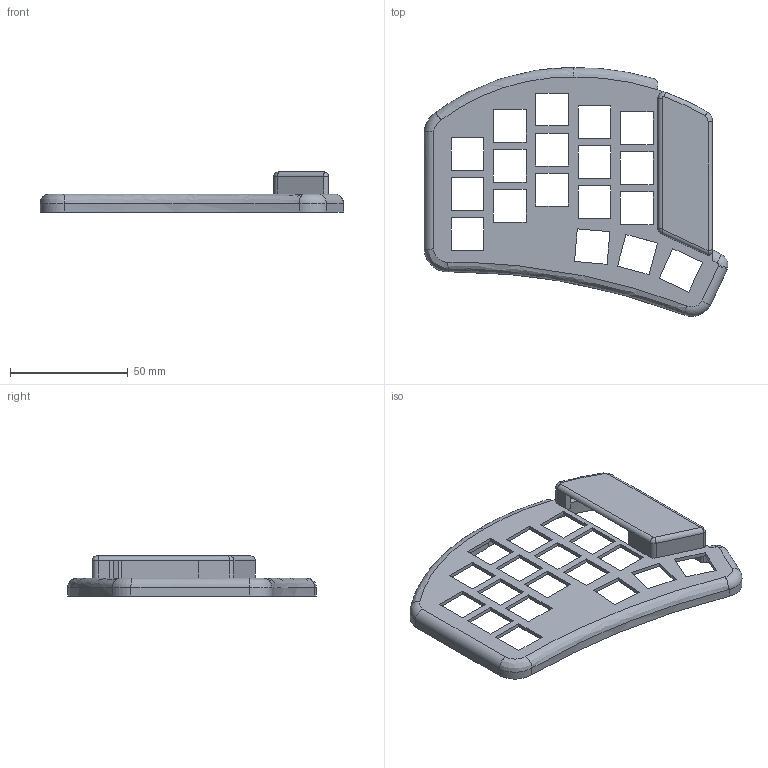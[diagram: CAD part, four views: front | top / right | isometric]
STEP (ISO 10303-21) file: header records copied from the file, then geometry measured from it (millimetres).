
FILE_DESCRIPTION(/* description */ (''),/* implementation_level */ '2;1');
FILE_NAME(/* name */ 'swweeep-body-covered-noNiceView-left v1.step',/* time_stamp */ '2022-11-12T08:54:08-06:00',/* author */ (''),/* organization */ (''),/* preprocessor_version */ 'ST-DEVELOPER v19',/* originating_system */ 'Autodesk Translation Framework v11.7.0.108',/* authorisation */ '');
FILE_SCHEMA (('AUTOMOTIVE_DESIGN { 1 0 10303 214 3 1 1 }'));
Length unit declared in the file: millimetre
Products named in the file (1): swweeep-body-covered-noNiceView-left
Bounding box: 129.11 x 105.69 x 17 mm (x, y, z)
Volume: 26817.5 mm3; surface area: 23129.8 mm2
Topology: 1 solids, 1 shells, 160 faces, 436 edges, 282 vertices
Faces by surface type: plane 111, bspline 24, cylinder 23, torus 2
Full cylindrical faces by diameter (mm): 3.5 x6
Entity records: 6343 total; most frequent: CARTESIAN_POINT 2305, ORIENTED_EDGE 872, DIRECTION 713, EDGE_CURVE 436, LINE 339, VECTOR 339, VERTEX_POINT 282, EDGE_LOOP 206
